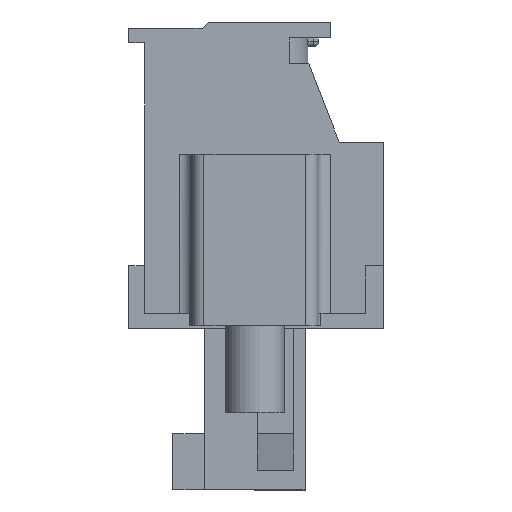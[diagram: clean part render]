
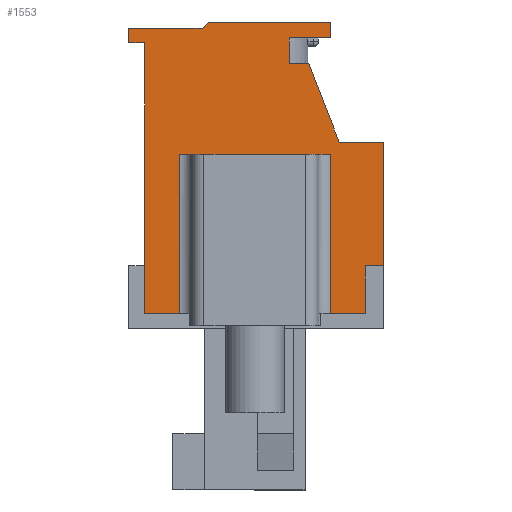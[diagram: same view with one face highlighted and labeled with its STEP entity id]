
A CAD part, left-side view. The second image highlights one B-rep face of the part: STEP entity #1553.
In plain terms, the highlighted planar face has unit normal (-1, 0, 0).
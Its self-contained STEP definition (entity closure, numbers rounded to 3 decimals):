
#1553 = ADVANCED_FACE( '', ( #3240 ), #3241, .T. );
#3240 = FACE_OUTER_BOUND( '', #5112, .T. );
#3241 = PLANE( '', #5113 );
#5112 = EDGE_LOOP( '', ( #9238, #9239, #9240, #9241, #9242, #9243, #9244, #9245, #9246, #9247, #9248, #9249, #9250, #9251, #9252, #9253, #9254, #9255, #9256, #9257 ) );
#5113 = AXIS2_PLACEMENT_3D( '', #9258, #9259, #9260 );
#9238 = ORIENTED_EDGE( '', *, *, #12989, .F. );
#9239 = ORIENTED_EDGE( '', *, *, #11925, .T. );
#9240 = ORIENTED_EDGE( '', *, *, #12745, .T. );
#9241 = ORIENTED_EDGE( '', *, *, #13117, .T. );
#9242 = ORIENTED_EDGE( '', *, *, #12799, .T. );
#9243 = ORIENTED_EDGE( '', *, *, #12514, .T. );
#9244 = ORIENTED_EDGE( '', *, *, #13118, .T. );
#9245 = ORIENTED_EDGE( '', *, *, #13119, .T. );
#9246 = ORIENTED_EDGE( '', *, *, #11981, .F. );
#9247 = ORIENTED_EDGE( '', *, *, #13120, .T. );
#9248 = ORIENTED_EDGE( '', *, *, #11819, .T. );
#9249 = ORIENTED_EDGE( '', *, *, #13121, .T. );
#9250 = ORIENTED_EDGE( '', *, *, #13049, .T. );
#9251 = ORIENTED_EDGE( '', *, *, #11866, .T. );
#9252 = ORIENTED_EDGE( '', *, *, #13122, .T. );
#9253 = ORIENTED_EDGE( '', *, *, #12530, .T. );
#9254 = ORIENTED_EDGE( '', *, *, #13082, .T. );
#9255 = ORIENTED_EDGE( '', *, *, #12411, .T. );
#9256 = ORIENTED_EDGE( '', *, *, #12746, .T. );
#9257 = ORIENTED_EDGE( '', *, *, #11937, .T. );
#9258 = CARTESIAN_POINT( '', ( -7.62, 0., 0. ) );
#9259 = DIRECTION( '', ( -1., 0., 0. ) );
#9260 = DIRECTION( '', ( 0., 0., 1. ) );
#11819 = EDGE_CURVE( '', #14342, #14340, #14343, .T. );
#11866 = EDGE_CURVE( '', #14425, #14426, #14427, .T. );
#11925 = EDGE_CURVE( '', #14523, #14520, #14524, .F. );
#11937 = EDGE_CURVE( '', #14544, #14542, #14545, .T. );
#11981 = EDGE_CURVE( '', #14618, #14619, #14620, .T. );
#12411 = EDGE_CURVE( '', #15300, #15298, #15301, .T. );
#12514 = EDGE_CURVE( '', #15462, #15460, #15463, .T. );
#12530 = EDGE_CURVE( '', #15488, #15489, #15490, .T. );
#12745 = EDGE_CURVE( '', #14520, #15791, #15793, .T. );
#12746 = EDGE_CURVE( '', #15298, #14544, #15794, .T. );
#12799 = EDGE_CURVE( '', #15869, #15462, #15870, .T. );
#12989 = EDGE_CURVE( '', #14523, #14542, #16124, .T. );
#13049 = EDGE_CURVE( '', #16201, #14425, #16202, .T. );
#13082 = EDGE_CURVE( '', #15489, #15300, #16245, .T. );
#13117 = EDGE_CURVE( '', #15791, #15869, #16289, .T. );
#13118 = EDGE_CURVE( '', #15460, #16290, #16291, .T. );
#13119 = EDGE_CURVE( '', #16290, #14619, #16292, .T. );
#13120 = EDGE_CURVE( '', #14618, #14342, #16293, .T. );
#13121 = EDGE_CURVE( '', #14340, #16201, #16294, .T. );
#13122 = EDGE_CURVE( '', #14426, #15488, #16295, .T. );
#14340 = VERTEX_POINT( '', #17928 );
#14342 = VERTEX_POINT( '', #17931 );
#14343 = LINE( '', #17932, #17933 );
#14425 = VERTEX_POINT( '', #18040 );
#14426 = VERTEX_POINT( '', #18041 );
#14427 = LINE( '', #18042, #18043 );
#14520 = VERTEX_POINT( '', #18175 );
#14523 = VERTEX_POINT( '', #18178 );
#14524 = LINE( '', #18179, #18180 );
#14542 = VERTEX_POINT( '', #18203 );
#14544 = VERTEX_POINT( '', #18205 );
#14545 = LINE( '', #18206, #18207 );
#14618 = VERTEX_POINT( '', #18307 );
#14619 = VERTEX_POINT( '', #18308 );
#14620 = LINE( '', #18309, #18310 );
#15298 = VERTEX_POINT( '', #19330 );
#15300 = VERTEX_POINT( '', #19333 );
#15301 = LINE( '', #19334, #19335 );
#15460 = VERTEX_POINT( '', #19597 );
#15462 = VERTEX_POINT( '', #19600 );
#15463 = LINE( '', #19601, #19602 );
#15488 = VERTEX_POINT( '', #19640 );
#15489 = VERTEX_POINT( '', #19641 );
#15490 = LINE( '', #19642, #19643 );
#15791 = VERTEX_POINT( '', #20113 );
#15793 = LINE( '', #20116, #20117 );
#15794 = LINE( '', #20118, #20119 );
#15869 = VERTEX_POINT( '', #20232 );
#15870 = LINE( '', #20233, #20234 );
#16124 = LINE( '', #20609, #20610 );
#16201 = VERTEX_POINT( '', #20718 );
#16202 = LINE( '', #20719, #20720 );
#16245 = LINE( '', #20778, #20779 );
#16289 = LINE( '', #20840, #20841 );
#16290 = VERTEX_POINT( '', #20842 );
#16291 = LINE( '', #20843, #20844 );
#16292 = LINE( '', #20845, #20846 );
#16293 = LINE( '', #20847, #20848 );
#16294 = LINE( '', #20849, #20850 );
#16295 = LINE( '', #20851, #20852 );
#17928 = CARTESIAN_POINT( '', ( -7.62, -3.1, 5.725 ) );
#17931 = CARTESIAN_POINT( '', ( -7.62, -1.4, 5.725 ) );
#17932 = CARTESIAN_POINT( '', ( -7.62, -2.2, 5.725 ) );
#17933 = VECTOR( '', #22050, 1000. );
#18040 = CARTESIAN_POINT( '', ( -7.62, 1.9, 6.375 ) );
#18041 = CARTESIAN_POINT( '', ( -7.62, 2.153, 6.125 ) );
#18042 = CARTESIAN_POINT( '', ( -7.62, 1.9, 6.375 ) );
#18043 = VECTOR( '', #22121, 1000. );
#18175 = CARTESIAN_POINT( '', ( -7.62, -3.075, -5.525 ) );
#18178 = CARTESIAN_POINT( '', ( -7.62, -3.075, 0.975 ) );
#18179 = CARTESIAN_POINT( '', ( -7.62, -3.075, -5.525 ) );
#18180 = VECTOR( '', #22184, 1000. );
#18203 = CARTESIAN_POINT( '', ( -7.62, 3.075, 0.975 ) );
#18205 = CARTESIAN_POINT( '', ( -7.62, 3.075, -5.525 ) );
#18206 = CARTESIAN_POINT( '', ( -7.62, 3.075, 0. ) );
#18207 = VECTOR( '', #22202, 1000. );
#18307 = CARTESIAN_POINT( '', ( -7.62, -1.4, 4.675 ) );
#18308 = CARTESIAN_POINT( '', ( -7.62, -2.2, 4.675 ) );
#18309 = CARTESIAN_POINT( '', ( -7.62, -1.4, 4.675 ) );
#18310 = VECTOR( '', #22254, 1000. );
#19330 = CARTESIAN_POINT( '', ( -7.62, 4.5, -5.525 ) );
#19333 = CARTESIAN_POINT( '', ( -7.62, 4.5, 5.525 ) );
#19334 = CARTESIAN_POINT( '', ( -7.62, 4.5, 5.525 ) );
#19335 = VECTOR( '', #22663, 1000. );
#19597 = CARTESIAN_POINT( '', ( -7.62, -5.25, 1.475 ) );
#19600 = CARTESIAN_POINT( '', ( -7.62, -5.25, -3.575 ) );
#19601 = CARTESIAN_POINT( '', ( -7.62, -5.25, -3.575 ) );
#19602 = VECTOR( '', #22752, 1000. );
#19640 = CARTESIAN_POINT( '', ( -7.62, 5.15, 6.125 ) );
#19641 = CARTESIAN_POINT( '', ( -7.62, 5.15, 5.525 ) );
#19642 = CARTESIAN_POINT( '', ( -7.62, 5.15, 6.125 ) );
#19643 = VECTOR( '', #22766, 1000. );
#20113 = CARTESIAN_POINT( '', ( -7.62, -4.5, -5.525 ) );
#20116 = CARTESIAN_POINT( '', ( -7.62, 4.5, -5.525 ) );
#20117 = VECTOR( '', #22972, 1000. );
#20118 = CARTESIAN_POINT( '', ( -7.62, 4.5, -5.525 ) );
#20119 = VECTOR( '', #22973, 1000. );
#20232 = CARTESIAN_POINT( '', ( -7.62, -4.5, -3.575 ) );
#20233 = CARTESIAN_POINT( '', ( -7.62, -4.5, -3.575 ) );
#20234 = VECTOR( '', #23021, 1000. );
#20609 = CARTESIAN_POINT( '', ( -7.62, -2.575, 0.975 ) );
#20610 = VECTOR( '', #23186, 1000. );
#20718 = CARTESIAN_POINT( '', ( -7.62, -3.1, 6.375 ) );
#20719 = CARTESIAN_POINT( '', ( -7.62, -3.1, 6.375 ) );
#20720 = VECTOR( '', #23239, 1000. );
#20778 = CARTESIAN_POINT( '', ( -7.62, 5.15, 5.525 ) );
#20779 = VECTOR( '', #23276, 1000. );
#20840 = CARTESIAN_POINT( '', ( -7.62, -4.5, -5.525 ) );
#20841 = VECTOR( '', #23306, 1000. );
#20842 = CARTESIAN_POINT( '', ( -7.62, -3.45, 1.475 ) );
#20843 = CARTESIAN_POINT( '', ( -7.62, -5.25, 1.475 ) );
#20844 = VECTOR( '', #23307, 1000. );
#20845 = CARTESIAN_POINT( '', ( -7.62, -3.45, 1.475 ) );
#20846 = VECTOR( '', #23308, 1000. );
#20847 = CARTESIAN_POINT( '', ( -7.62, -1.4, 4.675 ) );
#20848 = VECTOR( '', #23309, 1000. );
#20849 = CARTESIAN_POINT( '', ( -7.62, -3.1, 5.725 ) );
#20850 = VECTOR( '', #23310, 1000. );
#20851 = CARTESIAN_POINT( '', ( -7.62, 2.153, 6.125 ) );
#20852 = VECTOR( '', #23311, 1000. );
#22050 = DIRECTION( '', ( 0., -1., 0. ) );
#22121 = DIRECTION( '', ( 0., 0.711, -0.704 ) );
#22184 = DIRECTION( '', ( 0., 0., 1. ) );
#22202 = DIRECTION( '', ( 0., 0., 1. ) );
#22254 = DIRECTION( '', ( 0., -1., 0. ) );
#22663 = DIRECTION( '', ( 0., 0., -1. ) );
#22752 = DIRECTION( '', ( 0., 0., 1. ) );
#22766 = DIRECTION( '', ( 0., 0., -1. ) );
#22972 = DIRECTION( '', ( 0., -1., 0. ) );
#22973 = DIRECTION( '', ( 0., -1., 0. ) );
#23021 = DIRECTION( '', ( 0., -1., 0. ) );
#23186 = DIRECTION( '', ( 0., 1., 0. ) );
#23239 = DIRECTION( '', ( 0., 1., 0. ) );
#23276 = DIRECTION( '', ( 0., -1., 0. ) );
#23306 = DIRECTION( '', ( 0., 0., 1. ) );
#23307 = DIRECTION( '', ( 0., 1., 0. ) );
#23308 = DIRECTION( '', ( 0., 0.364, 0.931 ) );
#23309 = DIRECTION( '', ( 0., 0., 1. ) );
#23310 = DIRECTION( '', ( 0., 0., 1. ) );
#23311 = DIRECTION( '', ( 0., 1., 0. ) );
